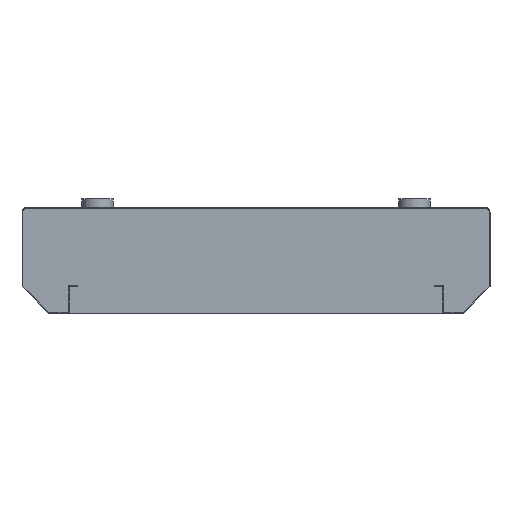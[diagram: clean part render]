
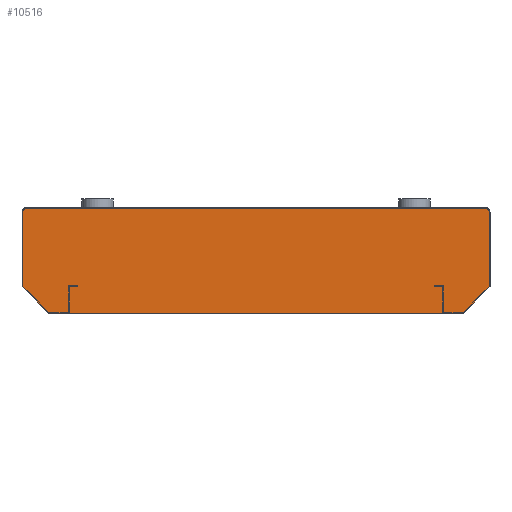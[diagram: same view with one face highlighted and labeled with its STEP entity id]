
A CAD part, front view. The second image highlights one B-rep face of the part: STEP entity #10516.
In plain terms, the highlighted face is planar.
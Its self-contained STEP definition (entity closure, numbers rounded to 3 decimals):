
#533=CIRCLE('',#11194,2.5);
#535=CIRCLE('',#11197,2.5);
#933=FACE_OUTER_BOUND('',#1453,.T.);
#1453=EDGE_LOOP('',(#7498,#7499,#7500,#7501,#7502,#7503,#7504,#7505));
#1916=LINE('',#14699,#3205);
#2084=LINE('',#15108,#3373);
#2085=LINE('',#15110,#3374);
#2086=LINE('',#15112,#3375);
#2087=LINE('',#15114,#3376);
#2088=LINE('',#15116,#3377);
#3205=VECTOR('',#11926,261.);
#3373=VECTOR('',#12304,42.5);
#3374=VECTOR('',#12305,21.213);
#3375=VECTOR('',#12306,236.);
#3376=VECTOR('',#12307,21.213);
#3377=VECTOR('',#12308,42.5);
#4497=VERTEX_POINT('',#14695);
#4499=VERTEX_POINT('',#14698);
#4633=VERTEX_POINT('',#15101);
#4635=VERTEX_POINT('',#15107);
#4636=VERTEX_POINT('',#15109);
#4637=VERTEX_POINT('',#15111);
#4638=VERTEX_POINT('',#15113);
#4639=VERTEX_POINT('',#15115);
#5512=EDGE_CURVE('',#4497,#4499,#1916,.T.);
#5711=EDGE_CURVE('',#4633,#4497,#533,.T.);
#5714=EDGE_CURVE('',#4635,#4633,#2084,.T.);
#5715=EDGE_CURVE('',#4636,#4635,#2085,.T.);
#5716=EDGE_CURVE('',#4637,#4636,#2086,.T.);
#5717=EDGE_CURVE('',#4638,#4637,#2087,.T.);
#5718=EDGE_CURVE('',#4639,#4638,#2088,.T.);
#5719=EDGE_CURVE('',#4499,#4639,#535,.T.);
#7498=ORIENTED_EDGE('',*,*,#5711,.F.);
#7499=ORIENTED_EDGE('',*,*,#5714,.F.);
#7500=ORIENTED_EDGE('',*,*,#5715,.F.);
#7501=ORIENTED_EDGE('',*,*,#5716,.F.);
#7502=ORIENTED_EDGE('',*,*,#5717,.F.);
#7503=ORIENTED_EDGE('',*,*,#5718,.F.);
#7504=ORIENTED_EDGE('',*,*,#5719,.F.);
#7505=ORIENTED_EDGE('',*,*,#5512,.F.);
#10112=PLANE('',#11196);
#10516=ADVANCED_FACE('',(#933),#10112,.F.);
#11194=AXIS2_PLACEMENT_3D('',#15102,#12297,#12298);
#11196=AXIS2_PLACEMENT_3D('',#15106,#12302,#12303);
#11197=AXIS2_PLACEMENT_3D('',#15117,#12309,#12310);
#11926=DIRECTION('',(1.,0.,0.));
#12297=DIRECTION('center_axis',(0.,0.,1.));
#12298=DIRECTION('ref_axis',(-0.707,-0.707,0.));
#12302=DIRECTION('center_axis',(0.,0.,1.));
#12303=DIRECTION('ref_axis',(1.,0.,0.));
#12304=DIRECTION('',(0.,-1.,0.));
#12305=DIRECTION('',(-0.707,-0.707,0.));
#12306=DIRECTION('',(-1.,0.,0.));
#12307=DIRECTION('',(-0.707,0.707,0.));
#12308=DIRECTION('',(0.,1.,0.));
#12309=DIRECTION('center_axis',(0.,0.,1.));
#12310=DIRECTION('ref_axis',(0.707,-0.707,0.));
#14695=CARTESIAN_POINT('',(-130.5,0.,-630.));
#14698=CARTESIAN_POINT('',(130.5,0.,-630.));
#14699=CARTESIAN_POINT('',(-130.5,0.,-630.));
#15101=CARTESIAN_POINT('',(-133.,2.5,-630.));
#15102=CARTESIAN_POINT('Origin',(-130.5,2.5,-630.));
#15106=CARTESIAN_POINT('Origin',(0.,16.721,-630.));
#15107=CARTESIAN_POINT('',(-133.,45.,-630.));
#15108=CARTESIAN_POINT('',(-133.,45.,-630.));
#15109=CARTESIAN_POINT('',(-118.,60.,-630.));
#15110=CARTESIAN_POINT('',(-118.,60.,-630.));
#15111=CARTESIAN_POINT('',(118.,60.,-630.));
#15112=CARTESIAN_POINT('',(118.,60.,-630.));
#15113=CARTESIAN_POINT('',(133.,45.,-630.));
#15114=CARTESIAN_POINT('',(133.,45.,-630.));
#15115=CARTESIAN_POINT('',(133.,2.5,-630.));
#15116=CARTESIAN_POINT('',(133.,2.5,-630.));
#15117=CARTESIAN_POINT('Origin',(130.5,2.5,-630.));
